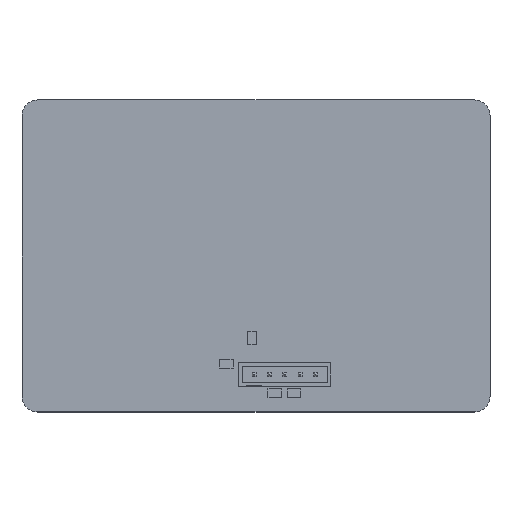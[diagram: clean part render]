
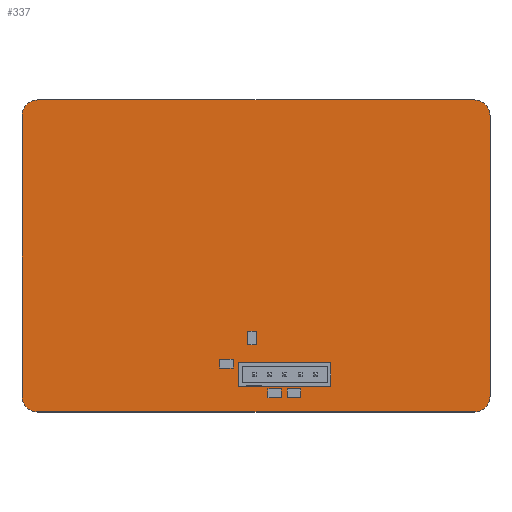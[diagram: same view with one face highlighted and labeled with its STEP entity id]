
A CAD part, top view. The second image highlights one B-rep face of the part: STEP entity #337.
In plain terms, the highlighted planar face has unit normal (0, 0, 1).
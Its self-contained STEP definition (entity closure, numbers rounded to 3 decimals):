
#72 = VERTEX_POINT('',#73);
#73 = CARTESIAN_POINT('',(2.54,0.,0.411));
#79 = EDGE_CURVE('',#72,#80,#82,.T.);
#80 = VERTEX_POINT('',#81);
#81 = CARTESIAN_POINT('',(0.,2.54,0.411));
#82 = CIRCLE('',#83,2.54);
#83 = AXIS2_PLACEMENT_3D('',#84,#85,#86);
#84 = CARTESIAN_POINT('',(2.54,2.54,0.411));
#85 = DIRECTION('',(0.,0.,-1.));
#86 = DIRECTION('',(0.,-1.,0.));
#112 = EDGE_CURVE('',#80,#113,#115,.T.);
#113 = VERTEX_POINT('',#114);
#114 = CARTESIAN_POINT('',(0.,48.26,0.411)
  );
#115 = LINE('',#116,#117);
#116 = CARTESIAN_POINT('',(0.,2.54,0.411));
#117 = VECTOR('',#118,1.);
#118 = DIRECTION('',(0.,1.,0.));
#143 = EDGE_CURVE('',#113,#144,#146,.T.);
#144 = VERTEX_POINT('',#145);
#145 = CARTESIAN_POINT('',(2.54,50.8,0.411));
#146 = CIRCLE('',#147,2.54);
#147 = AXIS2_PLACEMENT_3D('',#148,#149,#150);
#148 = CARTESIAN_POINT('',(2.54,48.26,0.411));
#149 = DIRECTION('',(0.,0.,-1.));
#150 = DIRECTION('',(-1.,0.,0.));
#176 = EDGE_CURVE('',#144,#177,#179,.T.);
#177 = VERTEX_POINT('',#178);
#178 = CARTESIAN_POINT('',(73.66,50.8,0.411));
#179 = LINE('',#180,#181);
#180 = CARTESIAN_POINT('',(2.54,50.8,0.411));
#181 = VECTOR('',#182,1.);
#182 = DIRECTION('',(1.,0.,0.));
#207 = EDGE_CURVE('',#177,#208,#210,.T.);
#208 = VERTEX_POINT('',#209);
#209 = CARTESIAN_POINT('',(76.2,48.26,0.411));
#210 = CIRCLE('',#211,2.54);
#211 = AXIS2_PLACEMENT_3D('',#212,#213,#214);
#212 = CARTESIAN_POINT('',(73.66,48.26,0.411));
#213 = DIRECTION('',(0.,0.,-1.));
#214 = DIRECTION('',(0.,1.,0.));
#240 = EDGE_CURVE('',#208,#241,#243,.T.);
#241 = VERTEX_POINT('',#242);
#242 = CARTESIAN_POINT('',(76.2,2.54,0.411));
#243 = LINE('',#244,#245);
#244 = CARTESIAN_POINT('',(76.2,48.26,0.411));
#245 = VECTOR('',#246,1.);
#246 = DIRECTION('',(0.,-1.,0.));
#271 = EDGE_CURVE('',#241,#272,#274,.T.);
#272 = VERTEX_POINT('',#273);
#273 = CARTESIAN_POINT('',(73.66,0.,0.411)
  );
#274 = CIRCLE('',#275,2.54);
#275 = AXIS2_PLACEMENT_3D('',#276,#277,#278);
#276 = CARTESIAN_POINT('',(73.66,2.54,0.411));
#277 = DIRECTION('',(0.,0.,-1.));
#278 = DIRECTION('',(1.,0.,0.));
#304 = EDGE_CURVE('',#272,#72,#305,.T.);
#305 = LINE('',#306,#307);
#306 = CARTESIAN_POINT('',(73.66,0.,0.411));
#307 = VECTOR('',#308,1.);
#308 = DIRECTION('',(-1.,0.,0.));
#337 = ADVANCED_FACE('',(#338),#348,.T.);
#338 = FACE_BOUND('',#339,.F.);
#339 = EDGE_LOOP('',(#340,#341,#342,#343,#344,#345,#346,#347));
#340 = ORIENTED_EDGE('',*,*,#79,.T.);
#341 = ORIENTED_EDGE('',*,*,#112,.T.);
#342 = ORIENTED_EDGE('',*,*,#143,.T.);
#343 = ORIENTED_EDGE('',*,*,#176,.T.);
#344 = ORIENTED_EDGE('',*,*,#207,.T.);
#345 = ORIENTED_EDGE('',*,*,#240,.T.);
#346 = ORIENTED_EDGE('',*,*,#271,.T.);
#347 = ORIENTED_EDGE('',*,*,#304,.T.);
#348 = PLANE('',#349);
#349 = AXIS2_PLACEMENT_3D('',#350,#351,#352);
#350 = CARTESIAN_POINT('',(2.54,0.,0.411));
#351 = DIRECTION('',(0.,0.,1.));
#352 = DIRECTION('',(1.,0.,0.));
